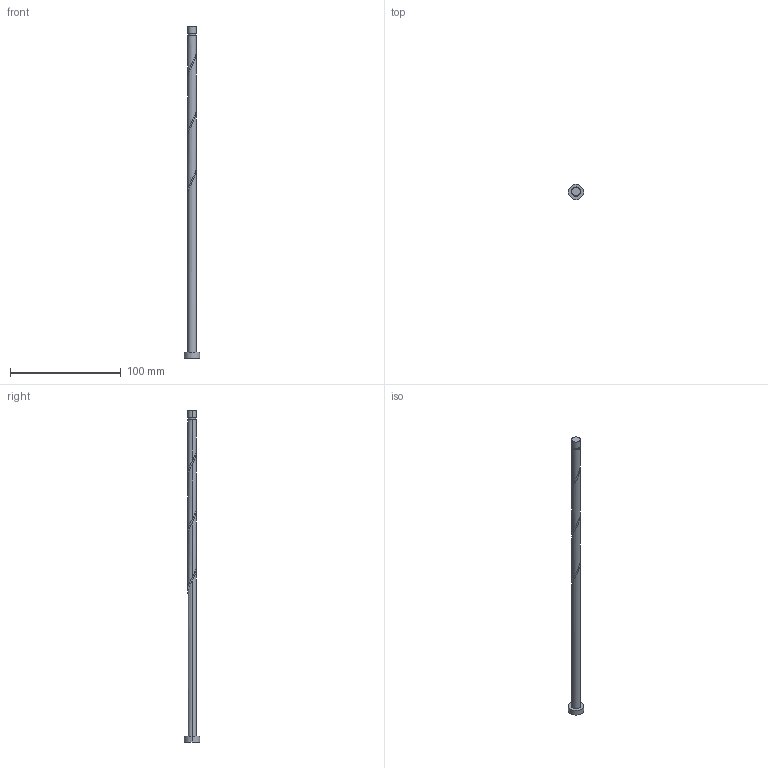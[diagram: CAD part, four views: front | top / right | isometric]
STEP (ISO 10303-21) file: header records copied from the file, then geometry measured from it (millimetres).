
FILE_DESCRIPTION (( 'STEP AP203' ), '1' );
FILE_NAME ('4aa6.STEP', '2025-09-04T07:43:49', ( '' ), ( '' ), 'SwSTEP 2.0', 'SolidWorks 2019', '' );
FILE_SCHEMA (( 'CONFIG_CONTROL_DESIGN' ));
Length unit declared in the file: millimetre
Products named in the file (1): 4aa6
Bounding box: 14 x 14 x 300 mm (x, y, z)
Volume: 15417.4 mm3; surface area: 8107.3 mm2
Topology: 1 solids, 1 shells, 21 faces, 50 edges, 33 vertices
Faces by surface type: cylinder 14, plane 6, bspline 1
Entity records: 1906 total; most frequent: CARTESIAN_POINT 1370, ORIENTED_EDGE 100, DIRECTION 96, EDGE_CURVE 50, AXIS2_PLACEMENT_3D 41, VERTEX_POINT 33, EDGE_LOOP 23, ADVANCED_FACE 21
